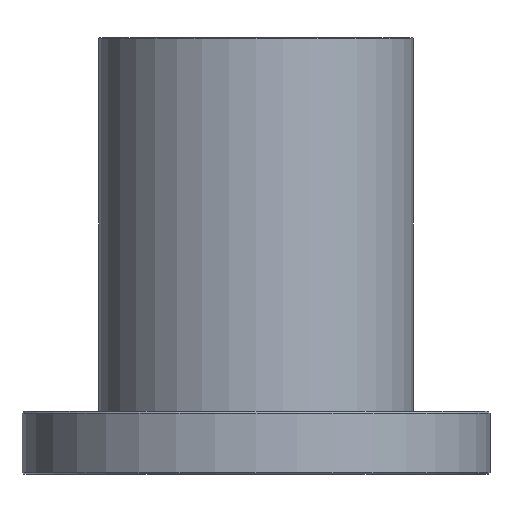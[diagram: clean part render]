
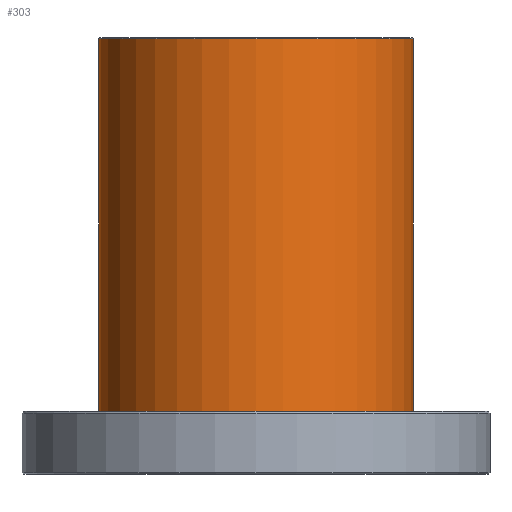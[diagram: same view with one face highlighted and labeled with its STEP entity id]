
A CAD part, front view. The second image highlights one B-rep face of the part: STEP entity #303.
In plain terms, the highlighted cylindrical face has radius 45 mm (diameter 90 mm), a full revolution.
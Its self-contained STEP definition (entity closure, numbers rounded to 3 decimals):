
#39=LINE('',#508,#52);
#52=VECTOR('',#402,45.);
#65=CYLINDRICAL_SURFACE('',#347,45.);
#77=FACE_OUTER_BOUND('',#98,.T.);
#98=EDGE_LOOP('',(#227,#228,#229,#230));
#133=CIRCLE('',#344,45.);
#136=CIRCLE('',#348,45.);
#159=VERTEX_POINT('',#501);
#161=VERTEX_POINT('',#507);
#184=EDGE_CURVE('',#159,#159,#133,.T.);
#187=EDGE_CURVE('',#159,#161,#39,.T.);
#188=EDGE_CURVE('',#161,#161,#136,.T.);
#227=ORIENTED_EDGE('',*,*,#184,.F.);
#228=ORIENTED_EDGE('',*,*,#187,.T.);
#229=ORIENTED_EDGE('',*,*,#188,.F.);
#230=ORIENTED_EDGE('',*,*,#187,.F.);
#303=ADVANCED_FACE('',(#77),#65,.T.);
#344=AXIS2_PLACEMENT_3D('',#502,#394,#395);
#347=AXIS2_PLACEMENT_3D('',#506,#400,#401);
#348=AXIS2_PLACEMENT_3D('',#509,#403,#404);
#394=DIRECTION('center_axis',(0.,0.,1.));
#395=DIRECTION('ref_axis',(-1.,0.,0.));
#400=DIRECTION('center_axis',(0.,0.,1.));
#401=DIRECTION('ref_axis',(-1.,0.,0.));
#402=DIRECTION('',(0.,0.,-1.));
#403=DIRECTION('center_axis',(0.,0.,-1.));
#404=DIRECTION('ref_axis',(-1.,0.,0.));
#501=CARTESIAN_POINT('',(45.,0.,124.75));
#502=CARTESIAN_POINT('Origin',(0.,0.,124.75));
#506=CARTESIAN_POINT('Origin',(0.,0.,18.));
#507=CARTESIAN_POINT('',(45.,0.,18.));
#508=CARTESIAN_POINT('',(45.,0.,18.));
#509=CARTESIAN_POINT('Origin',(0.,0.,18.));
